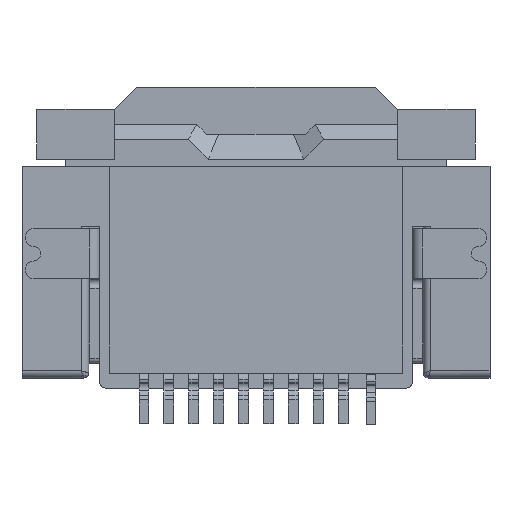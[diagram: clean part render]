
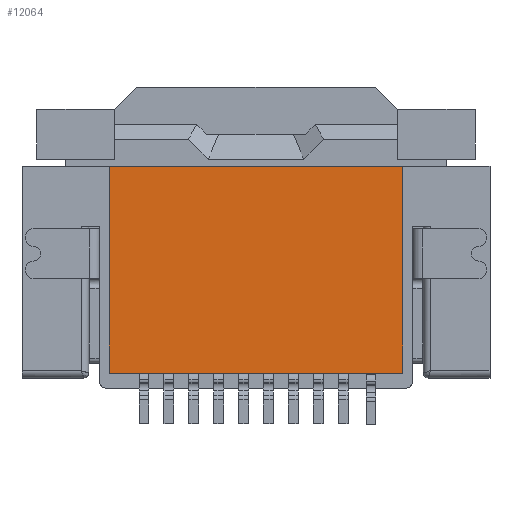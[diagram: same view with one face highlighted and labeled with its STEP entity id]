
A CAD part, front view. The second image highlights one B-rep face of the part: STEP entity #12064.
In plain terms, the highlighted planar face has unit normal (0, -1, 0).
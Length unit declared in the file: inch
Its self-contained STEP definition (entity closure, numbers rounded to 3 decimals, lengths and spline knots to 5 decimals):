
#423 = VECTOR ( 'NONE', #3183, 39.37008 ) ;
#1213 = EDGE_CURVE ( 'NONE', #8686, #3682, #18074, .T. ) ;
#1320 = LINE ( 'NONE', #13001, #14260 ) ;
#1735 = ORIENTED_EDGE ( 'NONE', *, *, #18822, .T. ) ;
#1823 = ORIENTED_EDGE ( 'NONE', *, *, #18215, .T. ) ;
#2230 = EDGE_CURVE ( 'NONE', #6217, #3662, #24771, .T. ) ;
#3183 = DIRECTION ( 'NONE',  ( 0., 0., -1. ) ) ;
#3541 = CARTESIAN_POINT ( 'NONE',  ( -0.11614, 0., 0.1752 ) ) ;
#3662 = VERTEX_POINT ( 'NONE', #21143 ) ;
#3682 = VERTEX_POINT ( 'NONE', #17314 ) ;
#6217 = VERTEX_POINT ( 'NONE', #10253 ) ;
#7028 = FACE_OUTER_BOUND ( 'NONE', #22710, .T. ) ;
#7407 = LINE ( 'NONE', #3541, #423 ) ;
#8686 = VERTEX_POINT ( 'NONE', #16103 ) ;
#10253 = CARTESIAN_POINT ( 'NONE',  ( 0.11614, 0., 0.1752 ) ) ;
#10304 = VECTOR ( 'NONE', #15605, 39.37008 ) ;
#12064 = ADVANCED_FACE ( 'NONE', ( #7028 ), #20767, .T. ) ;
#12866 = DIRECTION ( 'NONE',  ( 0., 0., 1. ) ) ;
#13001 = CARTESIAN_POINT ( 'NONE',  ( 0.11614, 0., 0.1752 ) ) ;
#13817 = VECTOR ( 'NONE', #22696, 39.37008 ) ;
#13920 = AXIS2_PLACEMENT_3D ( 'NONE', #21164, #24578, #14609 ) ;
#13992 = ORIENTED_EDGE ( 'NONE', *, *, #2230, .T. ) ;
#14260 = VECTOR ( 'NONE', #12866, 39.37008 ) ;
#14609 = DIRECTION ( 'NONE',  ( 0., 0., -1. ) ) ;
#15605 = DIRECTION ( 'NONE',  ( 1., 0., 0. ) ) ;
#16103 = CARTESIAN_POINT ( 'NONE',  ( -0.11614, 0., 0.01181 ) ) ;
#17314 = CARTESIAN_POINT ( 'NONE',  ( 0.11614, 0., 0.01181 ) ) ;
#17687 = CARTESIAN_POINT ( 'NONE',  ( -0.11614, 0., 0.01181 ) ) ;
#18074 = LINE ( 'NONE', #17687, #10304 ) ;
#18215 = EDGE_CURVE ( 'NONE', #3662, #8686, #7407, .T. ) ;
#18822 = EDGE_CURVE ( 'NONE', #3682, #6217, #1320, .T. ) ;
#20767 = PLANE ( 'NONE',  #13920 ) ;
#21143 = CARTESIAN_POINT ( 'NONE',  ( -0.11614, 0., 0.1752 ) ) ;
#21164 = CARTESIAN_POINT ( 'NONE',  ( -0.11614, 0., 0.1752 ) ) ;
#22696 = DIRECTION ( 'NONE',  ( -1., 0., 0. ) ) ;
#22710 = EDGE_LOOP ( 'NONE', ( #1823, #25256, #1735, #13992 ) ) ;
#24578 = DIRECTION ( 'NONE',  ( 0., -1., 0. ) ) ;
#24644 = CARTESIAN_POINT ( 'NONE',  ( -0.11614, 0., 0.1752 ) ) ;
#24771 = LINE ( 'NONE', #24644, #13817 ) ;
#25256 = ORIENTED_EDGE ( 'NONE', *, *, #1213, .T. ) ;
